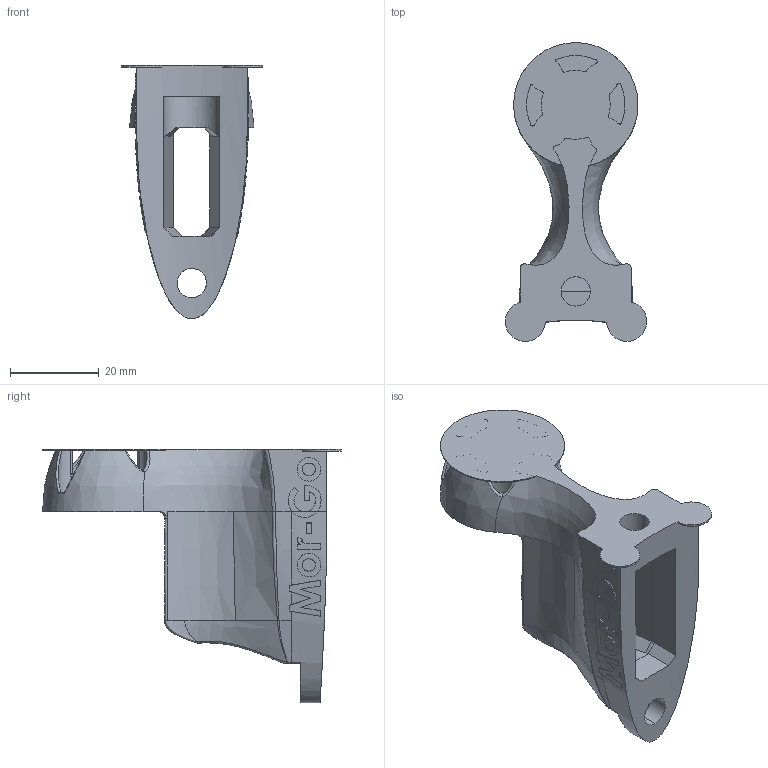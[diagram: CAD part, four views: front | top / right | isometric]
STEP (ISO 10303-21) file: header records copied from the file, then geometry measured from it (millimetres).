
FILE_DESCRIPTION (( 'STEP AP203' ), '1' );
FILE_NAME ('Mor-Go-Pylon-with-supports.STEP', '2017-02-15T22:27:13', ( '' ), ( '' ), 'SwSTEP 2.0', 'SolidWorks 2014', '' );
FILE_SCHEMA (( 'CONFIG_CONTROL_DESIGN' ));
Length unit declared in the file: millimetre
Products named in the file (2): Mor-Go-Pylon-with-supports
Bounding box: 31.78 x 67.26 x 57 mm (x, y, z)
Volume: 19607.8 mm3; surface area: 12478.4 mm2
Topology: 1 solids, 1 shells, 349 faces, 1002 edges, 650 vertices
Faces by surface type: bspline 157, plane 118, cylinder 58, torus 10, cone 6
Entity records: 21557 total; most frequent: CARTESIAN_POINT 13437, ORIENTED_EDGE 2004, DIRECTION 1150, EDGE_CURVE 1002, VERTEX_POINT 650, B_SPLINE_CURVE_WITH_KNOTS 428, AXIS2_PLACEMENT_3D 392, EDGE_LOOP 374
